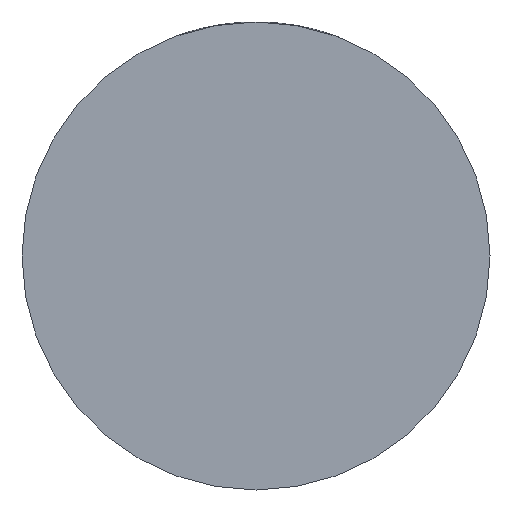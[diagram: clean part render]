
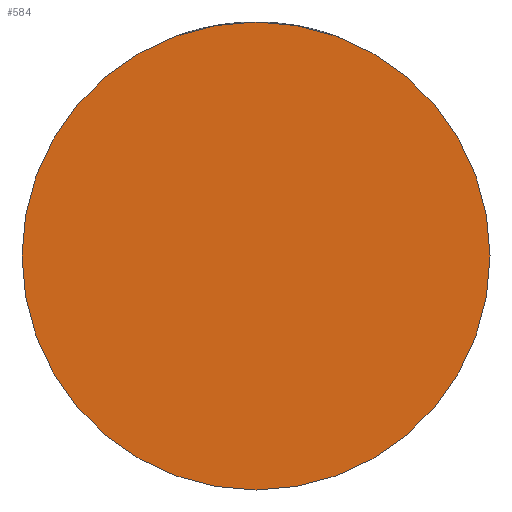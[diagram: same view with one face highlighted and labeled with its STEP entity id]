
A CAD part, front view. The second image highlights one B-rep face of the part: STEP entity #584.
In plain terms, the highlighted planar face has unit normal (0, -1, 0).
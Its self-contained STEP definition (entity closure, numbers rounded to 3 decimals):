
#87 = CARTESIAN_POINT ( 'NONE',  ( 0., 0., 4.5 ) ) ;
#115 = CIRCLE ( 'NONE', #683, 4.5 ) ;
#122 = EDGE_LOOP ( 'NONE', ( #703, #672 ) ) ;
#175 = DIRECTION ( 'NONE',  ( 0., 0., 1. ) ) ;
#221 = CARTESIAN_POINT ( 'NONE',  ( 0., 0., 0. ) ) ;
#283 = AXIS2_PLACEMENT_3D ( 'NONE', #666, #1173, #175 ) ;
#296 = CARTESIAN_POINT ( 'NONE',  ( 0., 0., 0. ) ) ;
#315 = VERTEX_POINT ( 'NONE', #87 ) ;
#403 = DIRECTION ( 'NONE',  ( 0., 1., 0. ) ) ;
#563 = DIRECTION ( 'NONE',  ( 0., 0., 1. ) ) ;
#571 = CARTESIAN_POINT ( 'NONE',  ( 0., 0., -4.5 ) ) ;
#584 = ADVANCED_FACE ( 'NONE', ( #760 ), #1211, .F. ) ;
#660 = DIRECTION ( 'NONE',  ( 0., 1., 0. ) ) ;
#666 = CARTESIAN_POINT ( 'NONE',  ( 0., 0., 0. ) ) ;
#672 = ORIENTED_EDGE ( 'NONE', *, *, #1175, .F. ) ;
#683 = AXIS2_PLACEMENT_3D ( 'NONE', #221, #660, #563 ) ;
#703 = ORIENTED_EDGE ( 'NONE', *, *, #839, .F. ) ;
#760 = FACE_OUTER_BOUND ( 'NONE', #122, .T. ) ;
#809 = CIRCLE ( 'NONE', #283, 4.5 ) ;
#839 = EDGE_CURVE ( 'NONE', #1321, #315, #809, .T. ) ;
#960 = AXIS2_PLACEMENT_3D ( 'NONE', #296, #403, #1130 ) ;
#1130 = DIRECTION ( 'NONE',  ( 0., 0., 1. ) ) ;
#1173 = DIRECTION ( 'NONE',  ( 0., 1., 0. ) ) ;
#1175 = EDGE_CURVE ( 'NONE', #315, #1321, #115, .T. ) ;
#1211 = PLANE ( 'NONE',  #960 ) ;
#1321 = VERTEX_POINT ( 'NONE', #571 ) ;
